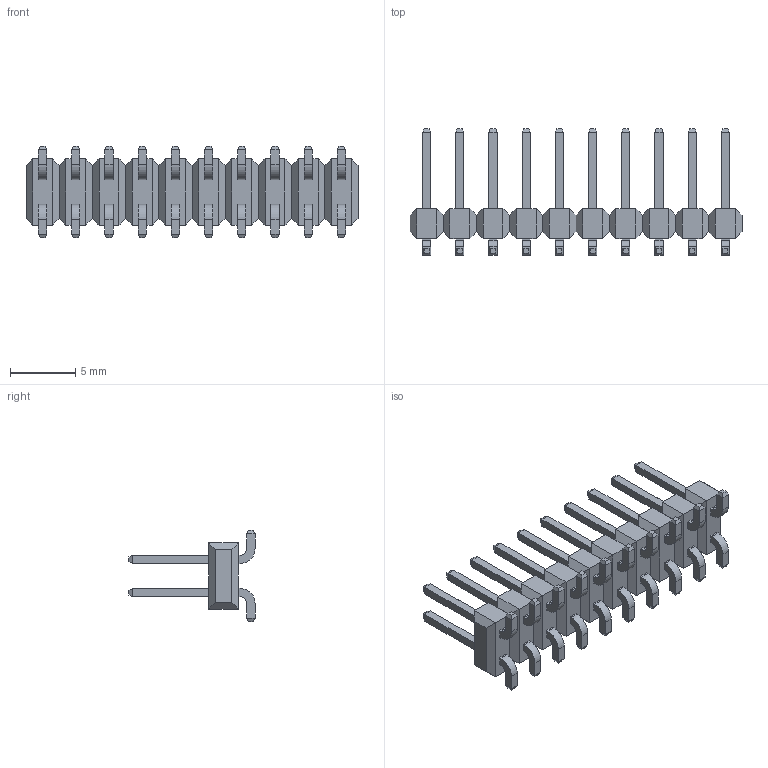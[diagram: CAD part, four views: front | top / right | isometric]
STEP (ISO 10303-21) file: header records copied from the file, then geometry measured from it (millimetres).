
FILE_DESCRIPTION((''),'2;1');
FILE_NAME('015912200','2016-12-20T',('ghp'),(''),'PRO/ENGINEER BY PARAMETRIC TECHNOLOGY CORPORATION, 2012310','PRO/ENGINEER BY PARAMETRIC TECHNOLOGY CORPORATION, 2012310','');
FILE_SCHEMA(('CONFIG_CONTROL_DESIGN'));
Length unit declared in the file: inch
Products named in the file (1): 015912200
Bounding box: 25.4 x 9.65 x 6.99 mm (x, y, z)
Volume: 330.9 mm3; surface area: 857.2 mm2
Topology: 1 solids, 1 shells, 562 faces, 1364 edges, 844 vertices
Faces by surface type: plane 522, cylinder 40
Entity records: 15729 total; most frequent: CARTESIAN_POINT 2691, DIRECTION 2570, ORIENTED_EDGE 2568, VECTOR 1284, LINE 1284, EDGE_CURVE 1284, VERTEX_POINT 764, AXIS2_PLACEMENT_3D 643
